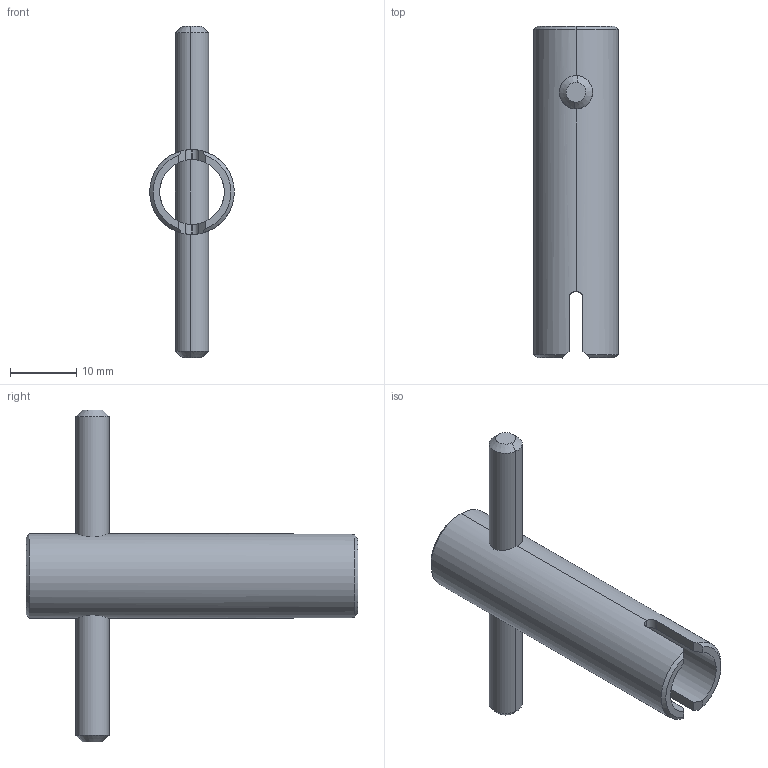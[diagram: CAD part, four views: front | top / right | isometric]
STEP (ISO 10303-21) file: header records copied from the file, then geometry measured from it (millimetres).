
FILE_DESCRIPTION (( 'STEP AP214' ), '1' );
FILE_NAME ('BNC_panel_mount_tool_v1.0.STEP', '2025-02-05T18:08:53', ( '' ), ( '' ), 'SwSTEP 2.0', 'SolidWorks 2016', '' );
FILE_SCHEMA (( 'AUTOMOTIVE_DESIGN' ));
Length unit declared in the file: millimetre
Products named in the file (3): BNC_panel_mount_tool_handle_v1.0; BNC_panel_mount_tool_v1.0; BNC_panel_mount_tool_head_v1.0
Assembly tree (2 placements, depth 2):
  BNC_panel_mount_tool_v1.0
    BNC_panel_mount_tool_head_v1.0
    BNC_panel_mount_tool_handle_v1.0
Bounding box: 12.75 x 50 x 50 mm (x, y, z)
Volume: 3484.4 mm3; surface area: 4358.8 mm2
Topology: 2 solids, 2 shells, 37 faces, 108 edges, 70 vertices
Faces by surface type: plane 15, cylinder 14, cone 8
Entity records: 1616 total; most frequent: CARTESIAN_POINT 572, ORIENTED_EDGE 216, DIRECTION 184, EDGE_CURVE 108, AXIS2_PLACEMENT_3D 70, VERTEX_POINT 70, VECTOR 44, LINE 44
